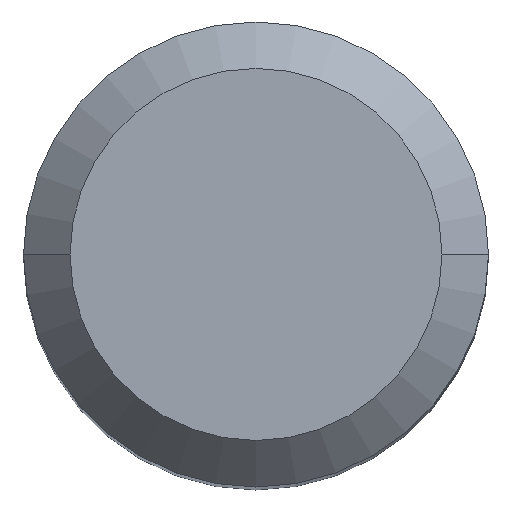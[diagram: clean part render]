
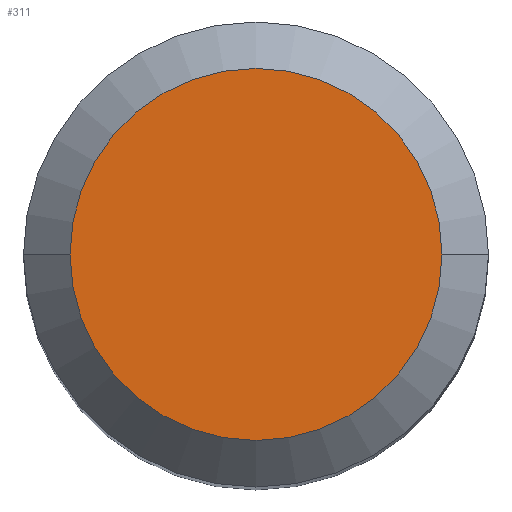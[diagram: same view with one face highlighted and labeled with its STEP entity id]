
A CAD part, top view. The second image highlights one B-rep face of the part: STEP entity #311.
In plain terms, the highlighted planar face has unit normal (0, 0, 1).
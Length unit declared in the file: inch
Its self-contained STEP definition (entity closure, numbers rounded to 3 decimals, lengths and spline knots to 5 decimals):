
#63 = CARTESIAN_POINT ( 'NONE',  ( 0., 0., 0. ) ) ;
#75 = CARTESIAN_POINT ( 'NONE',  ( 0., 0., 0. ) ) ;
#99 = ORIENTED_EDGE ( 'NONE', *, *, #145, .T. ) ;
#136 = DIRECTION ( 'NONE',  ( 1., 0., 0. ) ) ;
#145 = EDGE_CURVE ( 'NONE', #192, #231, #446, .T. ) ;
#169 = CARTESIAN_POINT ( 'NONE',  ( 0.18896, 0., 0. ) ) ;
#192 = VERTEX_POINT ( 'NONE', #169 ) ;
#231 = VERTEX_POINT ( 'NONE', #241 ) ;
#241 = CARTESIAN_POINT ( 'NONE',  ( -0.18896, 0., 0. ) ) ;
#262 = CARTESIAN_POINT ( 'NONE',  ( 0., 0., 0. ) ) ;
#282 = DIRECTION ( 'NONE',  ( 0., 0., 1. ) ) ;
#300 = EDGE_CURVE ( 'NONE', #231, #192, #447, .T. ) ;
#304 = FACE_OUTER_BOUND ( 'NONE', #324, .T. ) ;
#311 = ADVANCED_FACE ( 'NONE', ( #304 ), #481, .F. ) ;
#321 = ORIENTED_EDGE ( 'NONE', *, *, #300, .T. ) ;
#324 = EDGE_LOOP ( 'NONE', ( #321, #99 ) ) ;
#372 = DIRECTION ( 'NONE',  ( -1., 0., 0. ) ) ;
#408 = DIRECTION ( 'NONE',  ( 0., 0., -1. ) ) ;
#446 = CIRCLE ( 'NONE', #488, 0.18896 ) ;
#447 = CIRCLE ( 'NONE', #482, 0.18896 ) ;
#453 = AXIS2_PLACEMENT_3D ( 'NONE', #75, #408, #372 ) ;
#481 = PLANE ( 'NONE',  #453 ) ;
#482 = AXIS2_PLACEMENT_3D ( 'NONE', #262, #486, #484 ) ;
#484 = DIRECTION ( 'NONE',  ( 1., 0., 0. ) ) ;
#486 = DIRECTION ( 'NONE',  ( 0., 0., 1. ) ) ;
#488 = AXIS2_PLACEMENT_3D ( 'NONE', #63, #282, #136 ) ;
